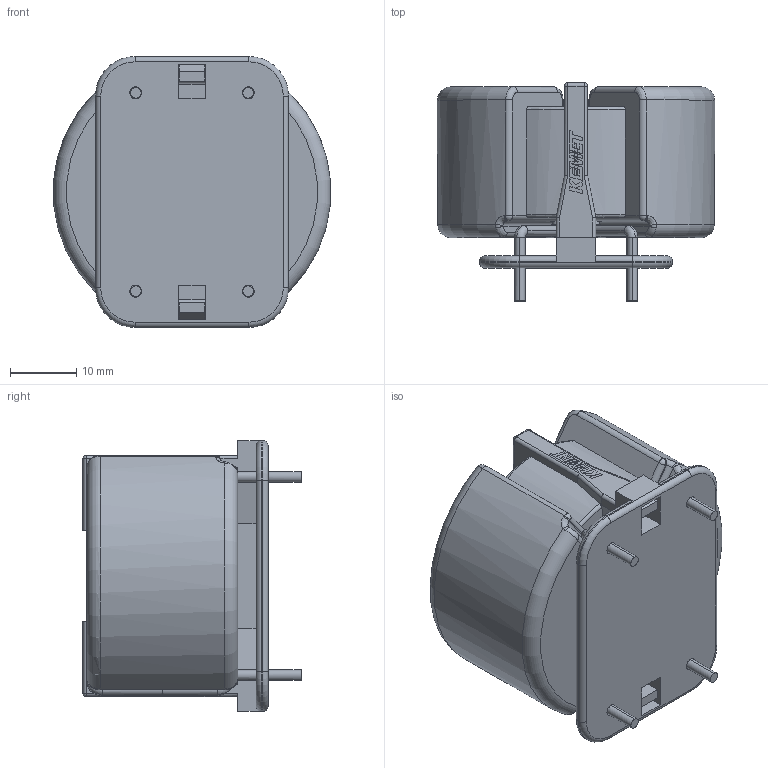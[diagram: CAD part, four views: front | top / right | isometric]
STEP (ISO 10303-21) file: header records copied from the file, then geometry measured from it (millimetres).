
FILE_DESCRIPTION (( 'STEP AP214' ), '1' );
FILE_NAME ('SC-14-15JH.STEP', '2019-01-30T01:27:28', ( '' ), ( '' ), 'SwSTEP 2.0', 'SolidWorks 2018', '' );
FILE_SCHEMA (( 'AUTOMOTIVE_DESIGN' ));
Length unit declared in the file: millimetre
Products named in the file (1): SC-14-15JH
Bounding box: 41.96 x 33 x 41 mm (x, y, z)
Volume: 26453.7 mm3; surface area: 13168.8 mm2
Topology: 1 solids, 1 shells, 495 faces, 1358 edges, 842 vertices
Faces by surface type: plane 235, cylinder 150, torus 64, bspline 26, sphere 12, cone 8
Entity records: 22185 total; most frequent: CARTESIAN_POINT 4290, ORIENTED_EDGE 2700, DIRECTION 2534, EDGE_CURVE 1350, AXIS2_PLACEMENT_3D 874, VERTEX_POINT 842, LINE 786, VECTOR 786
